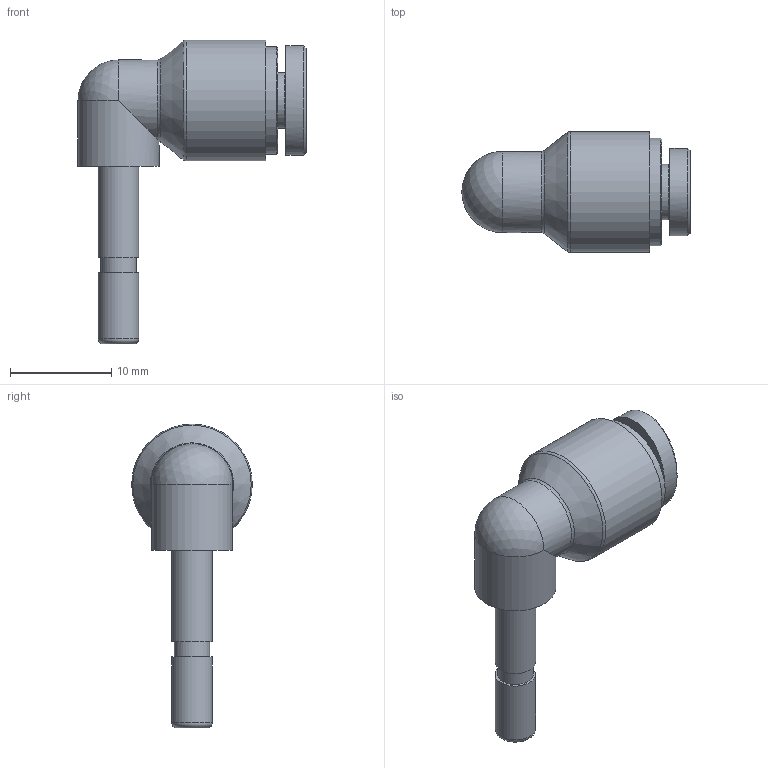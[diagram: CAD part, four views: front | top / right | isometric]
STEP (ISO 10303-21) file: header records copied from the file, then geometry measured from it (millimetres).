
FILE_DESCRIPTION((''),'2;1');
FILE_NAME('HR-PLJ 04.stp','2020-03-19T08:51:21',('user'),(''),'Autodesk Inventor 2013','Autodesk Inventor 2013','');
FILE_SCHEMA(('AUTOMOTIVE_DESIGN { 1 0 10303 214 1 1 1 1 }'));
Length unit declared in the file: millimetre
Products named in the file (5): 조립품6; HR-PLJ 04 BODY; HR-COLLAR 04; HR-Collar 04L(SUS); HR-SLEEVE 04
Assembly tree (4 placements, depth 3):
  조립품6
    HR-PLJ 04 BODY
    HR-COLLAR 04
      HR-Collar 04L(SUS)
      HR-SLEEVE 04
Bounding box: 22.5 x 11.9 x 29.95 mm (x, y, z)
Volume: 1797.9 mm3; surface area: 1761.4 mm2
Topology: 3 solids, 3 shells, 184 faces, 470 edges, 312 vertices
Faces by surface type: plane 102, bspline 61, cylinder 11, cone 6, torus 3, sphere 1
Full cylindrical faces by diameter (mm): 2 x1, 3.5 x1, 4 x2, 4.179 x1, 4.2 x1, 5.5 x1, 8 x1, 10.6 x1, 11.9 x1
Entity records: 5923 total; most frequent: CARTESIAN_POINT 1831, ORIENTED_EDGE 886, DIRECTION 620, EDGE_CURVE 443, VERTEX_POINT 305, VECTOR 288, LINE 288, EDGE_LOOP 228
